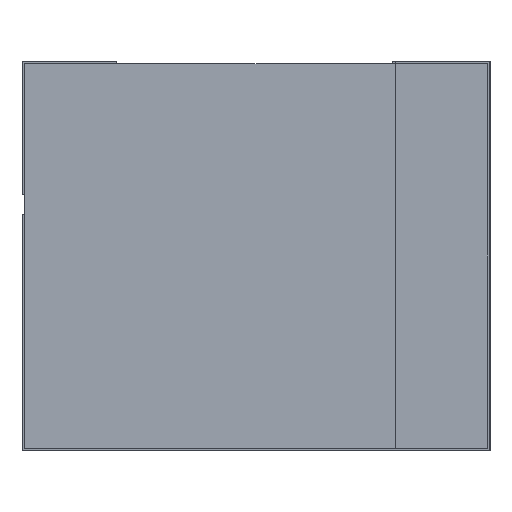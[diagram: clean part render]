
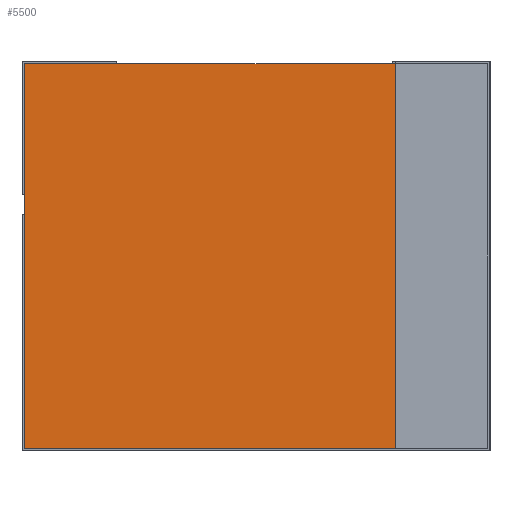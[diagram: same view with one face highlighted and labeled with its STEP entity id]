
A CAD part, left-side view. The second image highlights one B-rep face of the part: STEP entity #5500.
In plain terms, the highlighted planar face has unit normal (-1, 0, 0).
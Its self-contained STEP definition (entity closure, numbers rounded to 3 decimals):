
#156 = ORIENTED_EDGE ( 'NONE', *, *, #4225, .F. ) ;
#614 = FACE_OUTER_BOUND ( 'NONE', #7112, .T. ) ;
#747 = VECTOR ( 'NONE', #8829, 1000. ) ;
#1004 = EDGE_CURVE ( 'NONE', #2494, #5003, #4608, .T. ) ;
#1040 = CARTESIAN_POINT ( 'NONE',  ( -17.464, 0.036, 2.464 ) ) ;
#1230 = DIRECTION ( 'NONE',  ( 1., 0., 0. ) ) ;
#2075 = DIRECTION ( 'NONE',  ( 0., 0., 1. ) ) ;
#2246 = AXIS2_PLACEMENT_3D ( 'NONE', #8530, #1230, #3806 ) ;
#2494 = VERTEX_POINT ( 'NONE', #5813 ) ;
#2677 = VERTEX_POINT ( 'NONE', #9981 ) ;
#3215 = VECTOR ( 'NONE', #3576, 1000. ) ;
#3506 = CARTESIAN_POINT ( 'NONE',  ( -17.464, 0.036, -2.464 ) ) ;
#3576 = DIRECTION ( 'NONE',  ( 0., -1., 0. ) ) ;
#3738 = LINE ( 'NONE', #1040, #6148 ) ;
#3806 = DIRECTION ( 'NONE',  ( 0., 0., -1. ) ) ;
#4041 = LINE ( 'NONE', #5205, #9133 ) ;
#4225 = EDGE_CURVE ( 'NONE', #2494, #2677, #4041, .T. ) ;
#4608 = LINE ( 'NONE', #7182, #747 ) ;
#5003 = VERTEX_POINT ( 'NONE', #3506 ) ;
#5205 = CARTESIAN_POINT ( 'NONE',  ( -17.464, 5.964, 2.464 ) ) ;
#5500 = ADVANCED_FACE ( 'NONE', ( #614 ), #10283, .F. ) ;
#5813 = CARTESIAN_POINT ( 'NONE',  ( -17.464, 5.964, -2.464 ) ) ;
#6041 = VERTEX_POINT ( 'NONE', #7616 ) ;
#6148 = VECTOR ( 'NONE', #8301, 1000. ) ;
#6271 = ORIENTED_EDGE ( 'NONE', *, *, #1004, .T. ) ;
#7020 = EDGE_CURVE ( 'NONE', #5003, #6041, #3738, .T. ) ;
#7086 = ORIENTED_EDGE ( 'NONE', *, *, #7020, .T. ) ;
#7112 = EDGE_LOOP ( 'NONE', ( #7086, #9964, #156, #6271 ) ) ;
#7182 = CARTESIAN_POINT ( 'NONE',  ( -17.464, 5.964, -2.464 ) ) ;
#7616 = CARTESIAN_POINT ( 'NONE',  ( -17.464, 0.036, 2.464 ) ) ;
#7672 = EDGE_CURVE ( 'NONE', #2677, #6041, #9713, .T. ) ;
#8301 = DIRECTION ( 'NONE',  ( 0., 0., 1. ) ) ;
#8530 = CARTESIAN_POINT ( 'NONE',  ( -17.464, 5.964, 2.464 ) ) ;
#8829 = DIRECTION ( 'NONE',  ( 0., -1., 0. ) ) ;
#9133 = VECTOR ( 'NONE', #2075, 1000. ) ;
#9713 = LINE ( 'NONE', #10131, #3215 ) ;
#9964 = ORIENTED_EDGE ( 'NONE', *, *, #7672, .F. ) ;
#9981 = CARTESIAN_POINT ( 'NONE',  ( -17.464, 5.964, 2.464 ) ) ;
#10131 = CARTESIAN_POINT ( 'NONE',  ( -17.464, 5.964, 2.464 ) ) ;
#10283 = PLANE ( 'NONE',  #2246 ) ;
